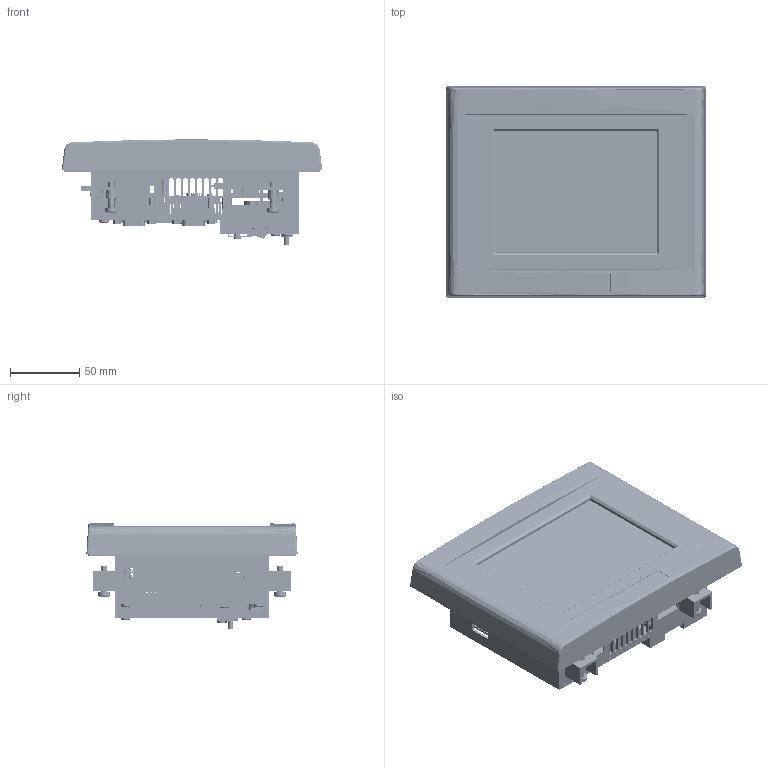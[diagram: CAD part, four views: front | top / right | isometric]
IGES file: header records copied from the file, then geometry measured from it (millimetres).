
Start section:  PTC IGES file: pa206.igs
Global section: file name: pa206.igs; native system: Pro/ENGINEER by Parametric Technology Corporation; preprocessor: 2008070; author: jb17719; organization: Unknown; date: 20091109.185848; units: inch
Bounding box: 187.96 x 152.4 x 75.84 mm (x, y, z)
Volume: 582717.4 mm3; surface area: 316494.6 mm2
Topology: 10 solids, 18 shells, 9165 faces, 25831 edges, 16903 vertices
Faces by surface type: bspline 9165
